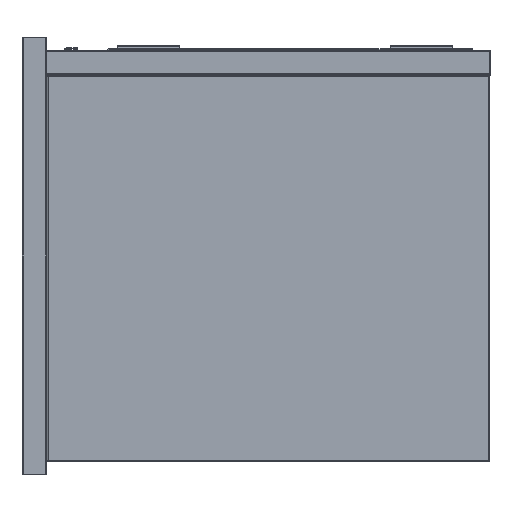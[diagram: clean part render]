
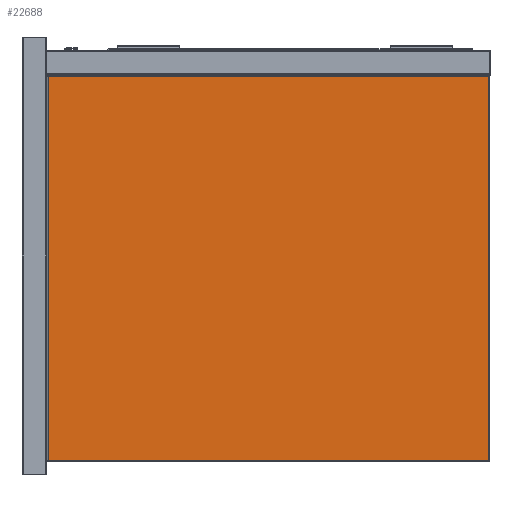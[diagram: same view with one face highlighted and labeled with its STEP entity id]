
A CAD part, left-side view. The second image highlights one B-rep face of the part: STEP entity #22688.
In plain terms, the highlighted planar face has unit normal (-1, 0, 0).
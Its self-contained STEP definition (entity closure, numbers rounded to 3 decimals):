
#686 = LINE ( 'NONE', #32405, #13108 ) ;
#754 = ORIENTED_EDGE ( 'NONE', *, *, #2090, .T. ) ;
#1340 = ORIENTED_EDGE ( 'NONE', *, *, #24412, .T. ) ;
#2090 = EDGE_CURVE ( 'NONE', #29987, #13478, #33190, .T. ) ;
#2811 = CARTESIAN_POINT ( 'NONE',  ( -270., 355., -42. ) ) ;
#3760 = DIRECTION ( 'NONE',  ( 0., 0., -1. ) ) ;
#5776 = VERTEX_POINT ( 'NONE', #8152 ) ;
#5783 = DIRECTION ( 'NONE',  ( 0., 1., 0. ) ) ;
#6166 = CARTESIAN_POINT ( 'NONE',  ( -270., -353., -658. ) ) ;
#6721 = DIRECTION ( 'NONE',  ( 0., 0., 1. ) ) ;
#8152 = CARTESIAN_POINT ( 'NONE',  ( -270., -353., -42. ) ) ;
#9350 = FACE_OUTER_BOUND ( 'NONE', #33271, .T. ) ;
#9358 = CARTESIAN_POINT ( 'NONE',  ( -270., 353., -660. ) ) ;
#9700 = DIRECTION ( 'NONE',  ( -1., 0., 0. ) ) ;
#11815 = EDGE_CURVE ( 'NONE', #21490, #5776, #686, .T. ) ;
#12927 = CARTESIAN_POINT ( 'NONE',  ( -270., 353., -658. ) ) ;
#12984 = VECTOR ( 'NONE', #5783, 1000. ) ;
#13108 = VECTOR ( 'NONE', #19452, 1000. ) ;
#13478 = VERTEX_POINT ( 'NONE', #12927 ) ;
#15242 = CARTESIAN_POINT ( 'NONE',  ( -270., -355., -658. ) ) ;
#16170 = VECTOR ( 'NONE', #3760, 1000. ) ;
#17529 = ORIENTED_EDGE ( 'NONE', *, *, #24713, .T. ) ;
#18906 = ORIENTED_EDGE ( 'NONE', *, *, #11815, .T. ) ;
#19452 = DIRECTION ( 'NONE',  ( 0., 0., 1. ) ) ;
#20038 = PLANE ( 'NONE',  #21326 ) ;
#21326 = AXIS2_PLACEMENT_3D ( 'NONE', #30720, #9700, #6721 ) ;
#21490 = VERTEX_POINT ( 'NONE', #6166 ) ;
#22688 = ADVANCED_FACE ( 'Fl�che7', ( #9350 ), #20038, .T. ) ;
#22859 = CARTESIAN_POINT ( 'NONE',  ( -270., 353., -42. ) ) ;
#24166 = LINE ( 'NONE', #2811, #12984 ) ;
#24412 = EDGE_CURVE ( 'NONE', #5776, #29987, #24166, .T. ) ;
#24713 = EDGE_CURVE ( 'NONE', #13478, #21490, #26410, .T. ) ;
#26239 = DIRECTION ( 'NONE',  ( 0., -1., 0. ) ) ;
#26410 = LINE ( 'NONE', #15242, #34244 ) ;
#29987 = VERTEX_POINT ( 'NONE', #22859 ) ;
#30720 = CARTESIAN_POINT ( 'NONE',  ( -270., -355., -660. ) ) ;
#32405 = CARTESIAN_POINT ( 'NONE',  ( -270., -353., -660. ) ) ;
#33190 = LINE ( 'NONE', #9358, #16170 ) ;
#33271 = EDGE_LOOP ( 'NONE', ( #18906, #1340, #754, #17529 ) ) ;
#34244 = VECTOR ( 'NONE', #26239, 1000. ) ;
